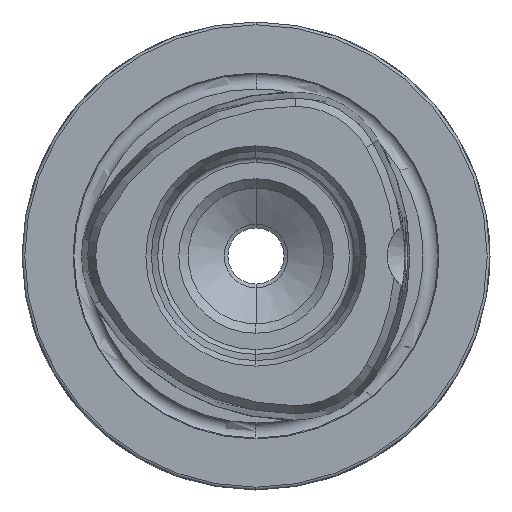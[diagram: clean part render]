
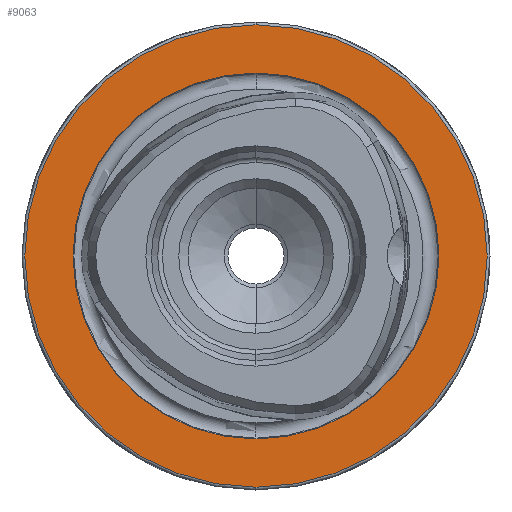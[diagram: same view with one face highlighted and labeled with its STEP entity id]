
A CAD part, left-side view. The second image highlights one B-rep face of the part: STEP entity #9063.
In plain terms, the highlighted planar face has unit normal (-1, 0, 0).
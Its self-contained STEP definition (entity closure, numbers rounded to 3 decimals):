
#16 = EDGE_LOOP ( 'NONE', ( #7535, #8983 ) ) ;
#197 = CARTESIAN_POINT ( 'NONE',  ( 0., 0., 19.55 ) ) ;
#301 = EDGE_LOOP ( 'NONE', ( #6953, #2397 ) ) ;
#382 = AXIS2_PLACEMENT_3D ( 'NONE', #8685, #810, #3752 ) ;
#810 = DIRECTION ( 'NONE',  ( -1., 0., 0. ) ) ;
#1202 = DIRECTION ( 'NONE',  ( 0., 0., -1. ) ) ;
#1435 = CARTESIAN_POINT ( 'NONE',  ( 0., 0., 0. ) ) ;
#2397 = ORIENTED_EDGE ( 'NONE', *, *, #2454, .T. ) ;
#2454 = EDGE_CURVE ( 'NONE', #6700, #7714, #9047, .T. ) ;
#2593 = AXIS2_PLACEMENT_3D ( 'NONE', #10820, #11934, #11872 ) ;
#2831 = AXIS2_PLACEMENT_3D ( 'NONE', #1435, #7218, #10303 ) ;
#3025 = CARTESIAN_POINT ( 'NONE',  ( 0., 0., -19.55 ) ) ;
#3653 = CARTESIAN_POINT ( 'NONE',  ( 0., 0., 0. ) ) ;
#3679 = VERTEX_POINT ( 'NONE', #197 ) ;
#3752 = DIRECTION ( 'NONE',  ( 0., 0., 1. ) ) ;
#3824 = EDGE_CURVE ( 'NONE', #5256, #3679, #7401, .T. ) ;
#4548 = CIRCLE ( 'NONE', #6205, 19.55 ) ;
#5256 = VERTEX_POINT ( 'NONE', #3025 ) ;
#5433 = CARTESIAN_POINT ( 'NONE',  ( 0., 0., 24.7 ) ) ;
#5672 = DIRECTION ( 'NONE',  ( 0., 0., 1. ) ) ;
#6205 = AXIS2_PLACEMENT_3D ( 'NONE', #3653, #11698, #5672 ) ;
#6583 = CARTESIAN_POINT ( 'NONE',  ( 0., 0., -24.7 ) ) ;
#6700 = VERTEX_POINT ( 'NONE', #6583 ) ;
#6953 = ORIENTED_EDGE ( 'NONE', *, *, #11738, .T. ) ;
#6974 = EDGE_CURVE ( 'NONE', #3679, #5256, #4548, .T. ) ;
#7218 = DIRECTION ( 'NONE',  ( -1., 0., 0. ) ) ;
#7401 = CIRCLE ( 'NONE', #2831, 19.55 ) ;
#7535 = ORIENTED_EDGE ( 'NONE', *, *, #6974, .F. ) ;
#7714 = VERTEX_POINT ( 'NONE', #5433 ) ;
#7860 = CARTESIAN_POINT ( 'NONE',  ( 0., 19.55, 0. ) ) ;
#8685 = CARTESIAN_POINT ( 'NONE',  ( 0., 0., 0. ) ) ;
#8915 = FACE_BOUND ( 'NONE', #16, .T. ) ;
#8983 = ORIENTED_EDGE ( 'NONE', *, *, #3824, .F. ) ;
#9047 = CIRCLE ( 'NONE', #2593, 24.7 ) ;
#9063 = ADVANCED_FACE ( 'NONE', ( #8915, #12839 ), #12231, .F. ) ;
#9537 = AXIS2_PLACEMENT_3D ( 'NONE', #7860, #11938, #1202 ) ;
#10303 = DIRECTION ( 'NONE',  ( 0., 0., 1. ) ) ;
#10820 = CARTESIAN_POINT ( 'NONE',  ( 0., 0., 0. ) ) ;
#11698 = DIRECTION ( 'NONE',  ( -1., 0., 0. ) ) ;
#11738 = EDGE_CURVE ( 'NONE', #7714, #6700, #12258, .T. ) ;
#11872 = DIRECTION ( 'NONE',  ( 0., 0., 1. ) ) ;
#11934 = DIRECTION ( 'NONE',  ( -1., 0., 0. ) ) ;
#11938 = DIRECTION ( 'NONE',  ( 1., 0., 0. ) ) ;
#12231 = PLANE ( 'NONE',  #9537 ) ;
#12258 = CIRCLE ( 'NONE', #382, 24.7 ) ;
#12839 = FACE_OUTER_BOUND ( 'NONE', #301, .T. ) ;
